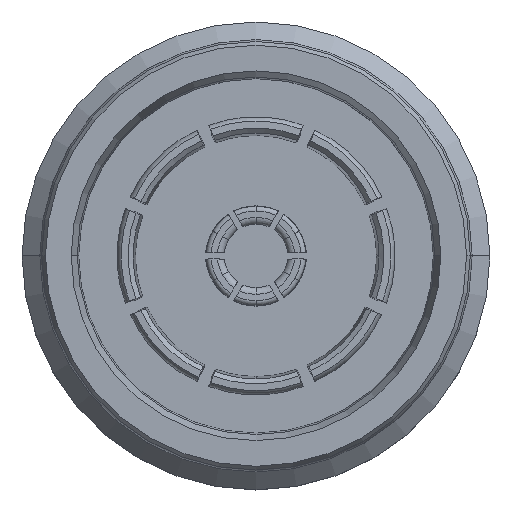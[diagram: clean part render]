
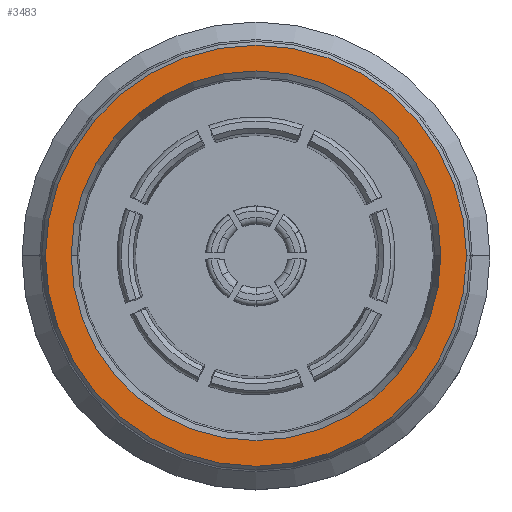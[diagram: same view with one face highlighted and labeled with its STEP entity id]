
A CAD part, top view. The second image highlights one B-rep face of the part: STEP entity #3483.
In plain terms, the highlighted planar face has unit normal (0, 0, 1).
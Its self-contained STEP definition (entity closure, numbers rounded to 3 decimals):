
#3 = VERTEX_POINT ( 'NONE', #1770 ) ;
#58 = AXIS2_PLACEMENT_3D ( 'NONE', #2329, #3065, #6079 ) ;
#133 = CARTESIAN_POINT ( 'NONE',  ( 0., 0., 0. ) ) ;
#437 = CARTESIAN_POINT ( 'NONE',  ( -7.9, 0., 0. ) ) ;
#1167 = EDGE_LOOP ( 'NONE', ( #9440, #7171 ) ) ;
#1350 = EDGE_CURVE ( 'NONE', #3, #5234, #3089, .T. ) ;
#1770 = CARTESIAN_POINT ( 'NONE',  ( -9., 0., 0. ) ) ;
#2329 = CARTESIAN_POINT ( 'NONE',  ( 0., 0., 0. ) ) ;
#2782 = VERTEX_POINT ( 'NONE', #437 ) ;
#3065 = DIRECTION ( 'NONE',  ( 0., 0., 1. ) ) ;
#3070 = FACE_OUTER_BOUND ( 'NONE', #1167, .T. ) ;
#3089 = CIRCLE ( 'NONE', #9341, 9. ) ;
#3234 = CIRCLE ( 'NONE', #3645, 7.9 ) ;
#3483 = ADVANCED_FACE ( 'NONE', ( #3070, #6764 ), #5390, .F. ) ;
#3645 = AXIS2_PLACEMENT_3D ( 'NONE', #5766, #7968, #4279 ) ;
#3766 = DIRECTION ( 'NONE',  ( 1., 0., 0. ) ) ;
#3914 = CARTESIAN_POINT ( 'NONE',  ( 0., 0., 0. ) ) ;
#4279 = DIRECTION ( 'NONE',  ( 1., 0., 0. ) ) ;
#4564 = DIRECTION ( 'NONE',  ( 0., 0., 1. ) ) ;
#4697 = EDGE_CURVE ( 'NONE', #5234, #3, #4830, .T. ) ;
#4802 = ORIENTED_EDGE ( 'NONE', *, *, #7617, .F. ) ;
#4830 = CIRCLE ( 'NONE', #6074, 9. ) ;
#5234 = VERTEX_POINT ( 'NONE', #9029 ) ;
#5390 = PLANE ( 'NONE',  #8572 ) ;
#5563 = ORIENTED_EDGE ( 'NONE', *, *, #6138, .F. ) ;
#5676 = CARTESIAN_POINT ( 'NONE',  ( 0., 0., 0. ) ) ;
#5766 = CARTESIAN_POINT ( 'NONE',  ( 0., 0., 0. ) ) ;
#6074 = AXIS2_PLACEMENT_3D ( 'NONE', #5676, #8578, #6366 ) ;
#6079 = DIRECTION ( 'NONE',  ( 1., 0., 0. ) ) ;
#6138 = EDGE_CURVE ( 'NONE', #7719, #2782, #8063, .T. ) ;
#6366 = DIRECTION ( 'NONE',  ( 1., 0., 0. ) ) ;
#6710 = CARTESIAN_POINT ( 'NONE',  ( 7.9, 0., 0. ) ) ;
#6764 = FACE_BOUND ( 'NONE', #8585, .T. ) ;
#7171 = ORIENTED_EDGE ( 'NONE', *, *, #4697, .T. ) ;
#7496 = DIRECTION ( 'NONE',  ( 0., 0., -1. ) ) ;
#7617 = EDGE_CURVE ( 'NONE', #2782, #7719, #3234, .T. ) ;
#7719 = VERTEX_POINT ( 'NONE', #6710 ) ;
#7968 = DIRECTION ( 'NONE',  ( 0., 0., 1. ) ) ;
#8063 = CIRCLE ( 'NONE', #58, 7.9 ) ;
#8274 = DIRECTION ( 'NONE',  ( -1., 0., 0. ) ) ;
#8572 = AXIS2_PLACEMENT_3D ( 'NONE', #3914, #7496, #8274 ) ;
#8578 = DIRECTION ( 'NONE',  ( 0., 0., 1. ) ) ;
#8585 = EDGE_LOOP ( 'NONE', ( #5563, #4802 ) ) ;
#9029 = CARTESIAN_POINT ( 'NONE',  ( 9., 0., 0. ) ) ;
#9341 = AXIS2_PLACEMENT_3D ( 'NONE', #133, #4564, #3766 ) ;
#9440 = ORIENTED_EDGE ( 'NONE', *, *, #1350, .T. ) ;
